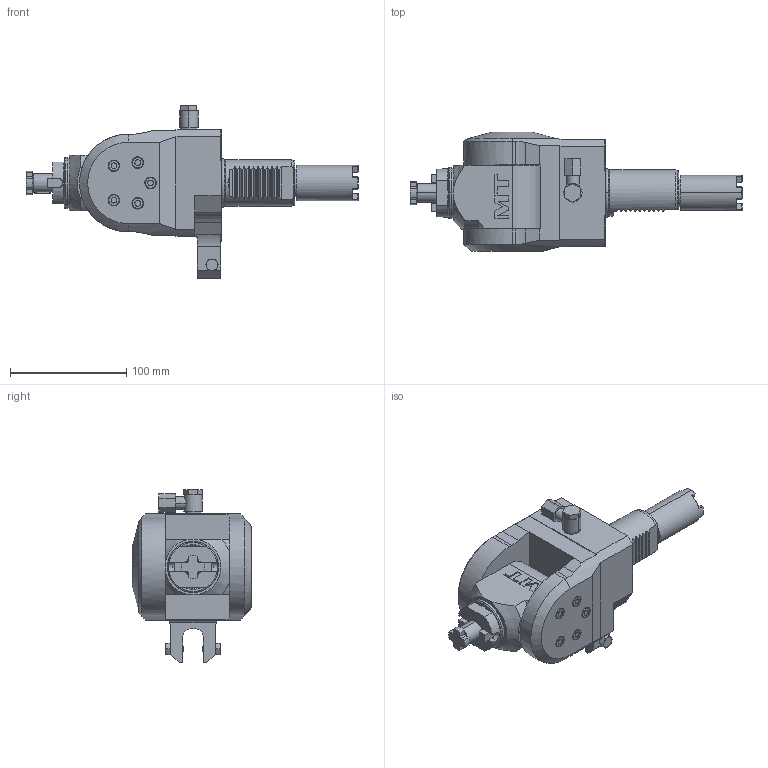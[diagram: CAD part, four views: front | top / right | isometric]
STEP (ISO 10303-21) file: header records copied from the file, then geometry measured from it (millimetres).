
FILE_DESCRIPTION((''),'2;1');
FILE_NAME('HAS0480516_CONF','2024-12-19T10:37:52',('fpalella'),('M.T. srl'),'CREO PARAMETRIC BY PTC INC, 2023352','CREO PARAMETRIC BY PTC INC, 2023352','');
FILE_SCHEMA(('CONFIG_CONTROL_DESIGN'));
Length unit declared in the file: millimetre
Products named in the file (1): HAS0480516_CONF
Bounding box: 285.55 x 102.7 x 148.5 mm (x, y, z)
Volume: 993936.1 mm3; surface area: 95239.2 mm2
Topology: 1 solids, 1 shells, 470 faces, 1229 edges, 790 vertices
Faces by surface type: plane 264, cylinder 119, cone 60, torus 21, extrusion 4, sphere 2
Entity records: 15976 total; most frequent: CARTESIAN_POINT 4552, ORIENTED_EDGE 2454, DIRECTION 2272, EDGE_CURVE 1227, AXIS2_PLACEMENT_3D 814, VERTEX_POINT 790, VECTOR 644, LINE 640
